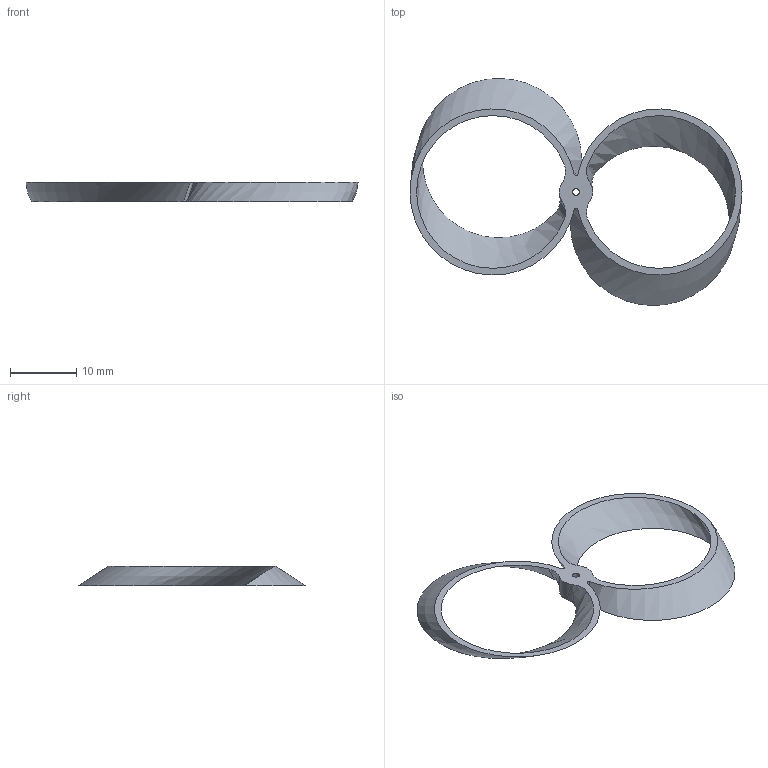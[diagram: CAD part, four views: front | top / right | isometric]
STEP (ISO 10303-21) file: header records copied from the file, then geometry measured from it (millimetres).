
FILE_DESCRIPTION(/* description */ ('STEP AP242','CAx-IF Rec.Pracs.---Representation and Presentation of Product Manufacturing Information (PMI)---4.0---2014-10-13','CAx-IF Rec.Pracs.---3D Tessellated Geometry---0.4---2014-09-14','2;1'),/* implementation_level */ '2;1');
FILE_NAME(/* name */ '6491c601294fe55a596543ac',/* time_stamp */ '2023-06-20T15:30:10Z',/* author */ (''),/* organization */ (''),/* preprocessor_version */ 'ST-DEVELOPER v19.4',/* originating_system */ ' ',/* authorisation */ ' ');
FILE_SCHEMA (('AP242_MANAGED_MODEL_BASED_3D_ENGINEERING_MIM_LF { 1 0 10303 442 1 1 4 }'));
Length unit declared in the file: metre
Products named in the file (1): Propellor
Bounding box: 50 x 34.2 x 3 mm (x, y, z)
Volume: 486.2 mm3; surface area: 1630 mm2
Topology: 1 solids, 1 shells, 15 faces, 39 edges, 26 vertices
Faces by surface type: bspline 10, cylinder 3, plane 2
Full cylindrical faces by diameter (mm): 1 x1
Entity records: 768 total; most frequent: CARTESIAN_POINT 440, ORIENTED_EDGE 76, DIRECTION 40, EDGE_CURVE 38, VERTEX_POINT 26, B_SPLINE_CURVE_WITH_KNOTS 24, EDGE_LOOP 22, FACE_BOUND 22
